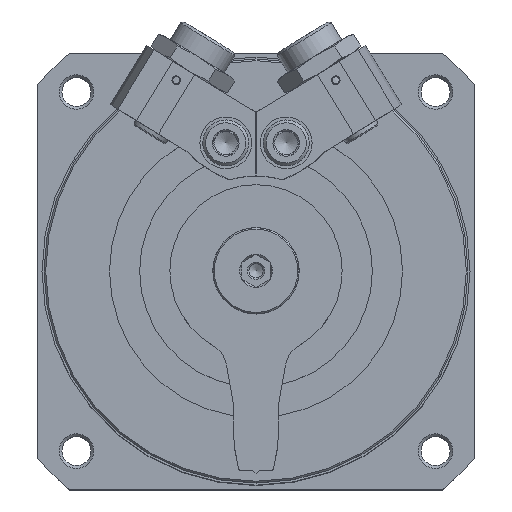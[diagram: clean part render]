
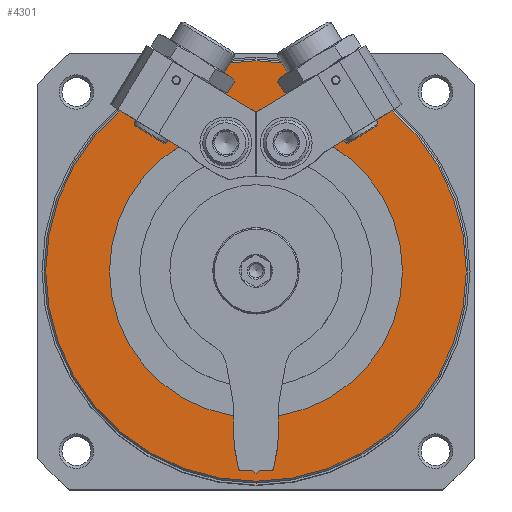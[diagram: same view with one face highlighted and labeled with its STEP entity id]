
A CAD part, top view. The second image highlights one B-rep face of the part: STEP entity #4301.
In plain terms, the highlighted face is planar.
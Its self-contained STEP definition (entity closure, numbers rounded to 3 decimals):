
#911=ORIENTED_EDGE('',*,*,#1986,.F.);
#912=ORIENTED_EDGE('',*,*,#1987,.T.);
#1986=EDGE_CURVE('',#2536,#2536,#2949,.T.);
#1987=EDGE_CURVE('',#2537,#2537,#2950,.T.);
#2536=VERTEX_POINT('',#6902);
#2537=VERTEX_POINT('',#6904);
#2949=CIRCLE('',#4756,73.2);
#2950=CIRCLE('',#4757,51.);
#3243=EDGE_LOOP('',(#911));
#3244=EDGE_LOOP('',(#912));
#3720=FACE_BOUND('',#3243,.T.);
#3721=FACE_BOUND('',#3244,.T.);
#4155=PLANE('',#4755);
#4301=ADVANCED_FACE('',(#3720,#3721),#4155,.F.);
#4755=AXIS2_PLACEMENT_3D('',#6900,#5440,#5441);
#4756=AXIS2_PLACEMENT_3D('',#6901,#5442,#5443);
#4757=AXIS2_PLACEMENT_3D('',#6903,#5444,#5445);
#5440=DIRECTION('',(1.,0.,0.));
#5441=DIRECTION('',(0.,0.,-1.));
#5442=DIRECTION('',(1.,0.,0.));
#5443=DIRECTION('',(0.,0.,-1.));
#5444=DIRECTION('',(1.,0.,0.));
#5445=DIRECTION('',(0.,0.,-1.));
#6900=CARTESIAN_POINT('',(-141.,0.,0.));
#6901=CARTESIAN_POINT('',(-141.,0.,0.));
#6902=CARTESIAN_POINT('',(-141.,0.,-73.2));
#6903=CARTESIAN_POINT('',(-141.,0.,0.));
#6904=CARTESIAN_POINT('',(-141.,0.,-51.));
